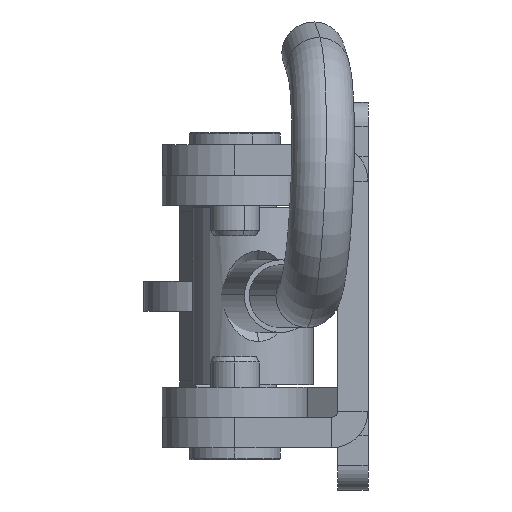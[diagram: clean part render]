
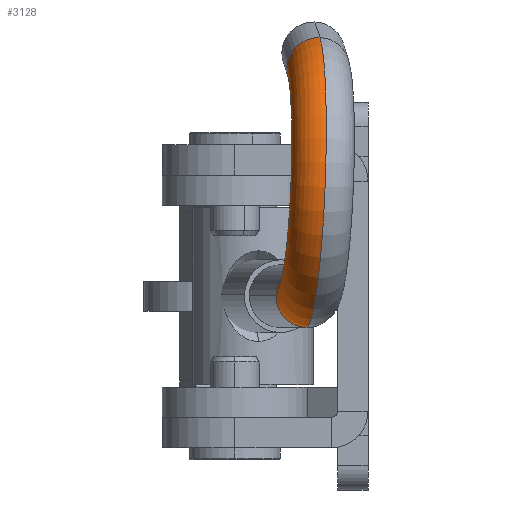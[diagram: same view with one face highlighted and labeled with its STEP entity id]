
A CAD part, left-side view. The second image highlights one B-rep face of the part: STEP entity #3128.
In plain terms, the highlighted toroidal (fillet/blend) face has major radius 9.59 mm and minor radius 2.59 mm.
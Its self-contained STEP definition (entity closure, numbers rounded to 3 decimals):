
#83 = CARTESIAN_POINT ( 'NONE',  ( -9.59, 58., 0. ) ) ;
#189 = AXIS2_PLACEMENT_3D ( 'NONE', #83, #3968, #454 ) ;
#454 = DIRECTION ( 'NONE',  ( 1., 0., 0. ) ) ;
#543 = CARTESIAN_POINT ( 'NONE',  ( -18.853, 60.482, 0. ) ) ;
#870 = DIRECTION ( 'NONE',  ( 0., 0., 1. ) ) ;
#919 = CARTESIAN_POINT ( 'NONE',  ( -9.59, 58., 0. ) ) ;
#993 = DIRECTION ( 'NONE',  ( 0., 0., 1. ) ) ;
#1017 = CIRCLE ( 'NONE', #1460, 12.18 ) ;
#1120 = EDGE_CURVE ( 'NONE', #3789, #4442, #2519, .T. ) ;
#1248 = VERTEX_POINT ( 'NONE', #2592 ) ;
#1290 = DIRECTION ( 'NONE',  ( 1., 0., 0. ) ) ;
#1329 = CARTESIAN_POINT ( 'NONE',  ( -21.355, 61.152, 0. ) ) ;
#1338 = ORIENTED_EDGE ( 'NONE', *, *, #2629, .T. ) ;
#1347 = ORIENTED_EDGE ( 'NONE', *, *, #1120, .F. ) ;
#1460 = AXIS2_PLACEMENT_3D ( 'NONE', #3106, #993, #3484 ) ;
#1478 = CIRCLE ( 'NONE', #4331, 2.59 ) ;
#1484 = EDGE_LOOP ( 'NONE', ( #2210, #2735, #1347, #4045, #1338 ) ) ;
#1772 = AXIS2_PLACEMENT_3D ( 'NONE', #1787, #4273, #2151 ) ;
#1787 = CARTESIAN_POINT ( 'NONE',  ( 0., 58., 0. ) ) ;
#1928 = DIRECTION ( 'NONE',  ( 0., 1., 0. ) ) ;
#2151 = DIRECTION ( 'NONE',  ( 0., 0., 1. ) ) ;
#2210 = ORIENTED_EDGE ( 'NONE', *, *, #2395, .T. ) ;
#2353 = TOROIDAL_SURFACE ( 'NONE', #189, 9.59, 2.59 ) ;
#2395 = EDGE_CURVE ( 'NONE', #1248, #4434, #1478, .T. ) ;
#2519 = CIRCLE ( 'NONE', #3648, 2.59 ) ;
#2592 = CARTESIAN_POINT ( 'NONE',  ( 0., 58., 2.59 ) ) ;
#2629 = EDGE_CURVE ( 'NONE', #4226, #1248, #3194, .T. ) ;
#2718 = CARTESIAN_POINT ( 'NONE',  ( 2.59, 58., 0. ) ) ;
#2735 = ORIENTED_EDGE ( 'NONE', *, *, #2938, .T. ) ;
#2756 = AXIS2_PLACEMENT_3D ( 'NONE', #919, #3406, #1290 ) ;
#2927 = CIRCLE ( 'NONE', #2756, 7. ) ;
#2938 = EDGE_CURVE ( 'NONE', #4434, #4442, #1017, .T. ) ;
#3106 = CARTESIAN_POINT ( 'NONE',  ( -9.59, 58., 0. ) ) ;
#3128 = ADVANCED_FACE ( 'NONE', ( #4230 ), #2353, .T. ) ;
#3194 = CIRCLE ( 'NONE', #1772, 2.59 ) ;
#3406 = DIRECTION ( 'NONE',  ( 0., 0., 1. ) ) ;
#3484 = DIRECTION ( 'NONE',  ( 1., 0., 0. ) ) ;
#3648 = AXIS2_PLACEMENT_3D ( 'NONE', #543, #4347, #870 ) ;
#3656 = CARTESIAN_POINT ( 'NONE',  ( -16.351, 59.812, 0. ) ) ;
#3789 = VERTEX_POINT ( 'NONE', #3656 ) ;
#3968 = DIRECTION ( 'NONE',  ( 0., 0., 1. ) ) ;
#3993 = EDGE_CURVE ( 'NONE', #4226, #3789, #2927, .T. ) ;
#4045 = ORIENTED_EDGE ( 'NONE', *, *, #3993, .F. ) ;
#4068 = CARTESIAN_POINT ( 'NONE',  ( 0., 58., 0. ) ) ;
#4219 = CARTESIAN_POINT ( 'NONE',  ( -2.59, 58., 0. ) ) ;
#4226 = VERTEX_POINT ( 'NONE', #4219 ) ;
#4230 = FACE_OUTER_BOUND ( 'NONE', #1484, .T. ) ;
#4273 = DIRECTION ( 'NONE',  ( 0., 1., 0. ) ) ;
#4331 = AXIS2_PLACEMENT_3D ( 'NONE', #4068, #1928, #4420 ) ;
#4347 = DIRECTION ( 'NONE',  ( -0.259, -0.966, 0. ) ) ;
#4420 = DIRECTION ( 'NONE',  ( 0., 0., 1. ) ) ;
#4434 = VERTEX_POINT ( 'NONE', #2718 ) ;
#4442 = VERTEX_POINT ( 'NONE', #1329 ) ;
